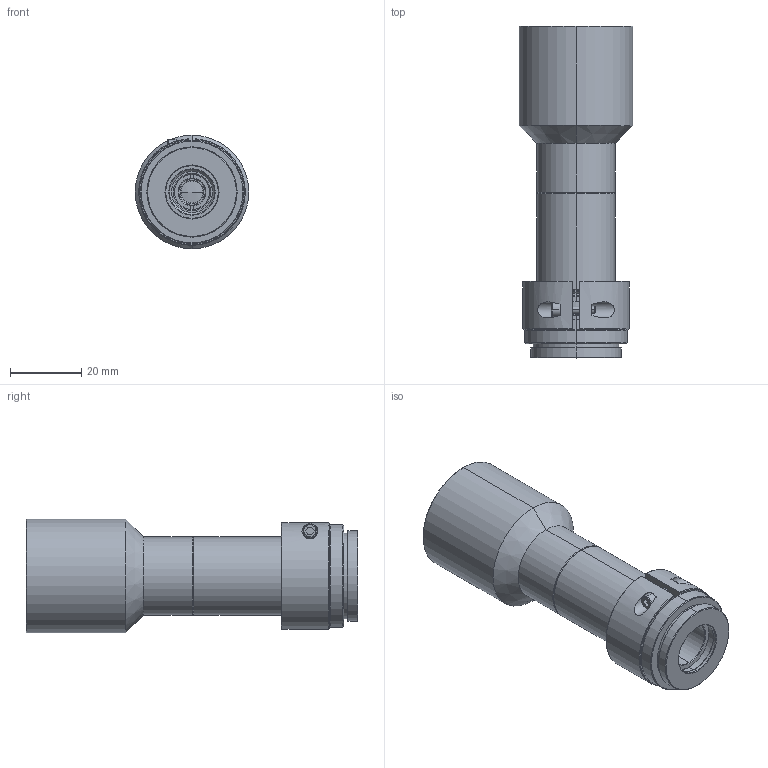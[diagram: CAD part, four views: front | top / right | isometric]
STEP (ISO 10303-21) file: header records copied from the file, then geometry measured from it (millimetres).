
FILE_DESCRIPTION((''),'2;1');
FILE_NAME('200_ASM','2021-07-01T',('Administrator'),(''),'PRO/ENGINEER BY PARAMETRIC TECHNOLOGY CORPORATION, 2014320','PRO/ENGINEER BY PARAMETRIC TECHNOLOGY CORPORATION, 2014320','');
FILE_SCHEMA(('CONFIG_CONTROL_DESIGN'));
Length unit declared in the file: millimetre
Products named in the file (10): 601; 602; L01; 611; 612; 613; 605; 606; HEXAGON_M2_10; 200_ASM
Assembly tree (9 placements, depth 2):
  200_ASM
    601
    602
    L01
    611
    612
    613
    605
    606
    HEXAGON_M2_10
Bounding box: 32 x 93.39 x 32 mm (x, y, z)
Volume: 29052.8 mm3; surface area: 24328 mm2
Topology: 11 solids, 11 shells, 390 faces, 1205 edges, 875 vertices
Faces by surface type: cone 151, cylinder 128, plane 93, sphere 12, torus 6
Entity records: 14064 total; most frequent: CARTESIAN_POINT 3795, DIRECTION 2282, ORIENTED_EDGE 1708, AXIS2_PLACEMENT_3D 940, EDGE_CURVE 854, VERTEX_POINT 520, CIRCLE 504, EDGE_LOOP 440
